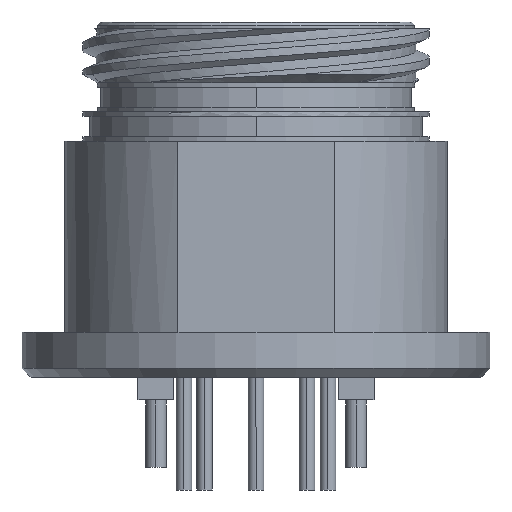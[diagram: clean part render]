
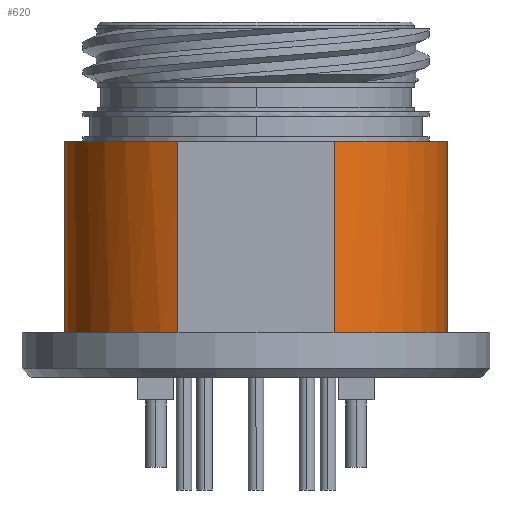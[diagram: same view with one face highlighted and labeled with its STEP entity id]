
A CAD part, left-side view. The second image highlights one B-rep face of the part: STEP entity #620.
In plain terms, the highlighted cylindrical face has radius 8.5 mm (diameter 17 mm), a partial arc.
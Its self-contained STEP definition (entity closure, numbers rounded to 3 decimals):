
#536=CARTESIAN_POINT('',(0.0,0.0,2.428));
#537=DIRECTION('',(0.0,0.0,1.0));
#538=DIRECTION('',(0.0,-1.0,0.0));
#539=AXIS2_PLACEMENT_3D('',#536,#537,#538);
#540=CYLINDRICAL_SURFACE('',#539,8.5);
#541=CARTESIAN_POINT('',(0.0,-8.5,11.5));
#542=VERTEX_POINT('',#541);
#543=CARTESIAN_POINT('',(0.0,-8.5,2.72));
#544=VERTEX_POINT('',#543);
#545=CARTESIAN_POINT('',(0.0,-8.5,11.5));
#546=DIRECTION('',(0.0,0.0,-1.0));
#547=VECTOR('',#546,8.78);
#548=LINE('',#545,#547);
#549=EDGE_CURVE('',#542,#544,#548,.T.);
#550=ORIENTED_EDGE('',*,*,#549,.F.);
#551=CARTESIAN_POINT('',(-7.75,-3.491,11.5));
#552=VERTEX_POINT('',#551);
#553=CARTESIAN_POINT('',(0.0,0.0,11.5));
#554=DIRECTION('',(0.0,0.0,-1.0));
#555=DIRECTION('',(0.0,-1.0,0.0));
#556=AXIS2_PLACEMENT_3D('',#553,#554,#555);
#557=CIRCLE('',#556,8.5);
#558=EDGE_CURVE('',#542,#552,#557,.T.);
#559=ORIENTED_EDGE('',*,*,#558,.T.);
#560=CARTESIAN_POINT('',(-7.75,-3.491,3.0));
#561=VERTEX_POINT('',#560);
#562=CARTESIAN_POINT('',(-7.75,-3.491,11.5));
#563=DIRECTION('',(0.0,0.0,-1.0));
#564=VECTOR('',#563,8.5);
#565=LINE('',#562,#564);
#566=EDGE_CURVE('',#552,#561,#565,.T.);
#567=ORIENTED_EDGE('',*,*,#566,.T.);
#568=CARTESIAN_POINT('',(-7.75,3.491,3.0));
#569=VERTEX_POINT('',#568);
#570=CARTESIAN_POINT('',(0.0,0.0,3.0));
#571=DIRECTION('',(0.0,0.0,-1.0));
#572=DIRECTION('',(0.0,-1.0,0.0));
#573=AXIS2_PLACEMENT_3D('',#570,#571,#572);
#574=CIRCLE('',#573,8.5);
#575=EDGE_CURVE('',#561,#569,#574,.T.);
#576=ORIENTED_EDGE('',*,*,#575,.T.);
#577=CARTESIAN_POINT('',(-7.75,3.491,11.5));
#578=VERTEX_POINT('',#577);
#579=CARTESIAN_POINT('',(-7.75,3.491,3.0));
#580=DIRECTION('',(0.0,0.0,1.0));
#581=VECTOR('',#580,8.5);
#582=LINE('',#579,#581);
#583=EDGE_CURVE('',#569,#578,#582,.T.);
#584=ORIENTED_EDGE('',*,*,#583,.T.);
#585=CARTESIAN_POINT('',(0.,8.5,11.5));
#586=VERTEX_POINT('',#585);
#587=CARTESIAN_POINT('',(0.0,0.0,11.5));
#588=DIRECTION('',(0.0,0.0,-1.0));
#589=DIRECTION('',(0.0,-1.0,0.0));
#590=AXIS2_PLACEMENT_3D('',#587,#588,#589);
#591=CIRCLE('',#590,8.5);
#592=EDGE_CURVE('',#578,#586,#591,.T.);
#593=ORIENTED_EDGE('',*,*,#592,.T.);
#594=CARTESIAN_POINT('',(0.,8.5,2.72));
#595=VERTEX_POINT('',#594);
#596=CARTESIAN_POINT('',(0.,8.5,11.5));
#597=DIRECTION('',(0.0,0.0,-1.0));
#598=VECTOR('',#597,8.78);
#599=LINE('',#596,#598);
#600=EDGE_CURVE('',#586,#595,#599,.T.);
#601=ORIENTED_EDGE('',*,*,#600,.T.);
#602=CARTESIAN_POINT('',(-8.5,0.,2.72));
#603=VERTEX_POINT('',#602);
#604=CARTESIAN_POINT('',(0.0,0.0,2.72));
#605=DIRECTION('',(0.0,0.0,1.0));
#606=DIRECTION('',(0.0,-1.0,0.0));
#607=AXIS2_PLACEMENT_3D('',#604,#605,#606);
#608=CIRCLE('',#607,8.5);
#609=EDGE_CURVE('',#595,#603,#608,.T.);
#610=ORIENTED_EDGE('',*,*,#609,.T.);
#611=CARTESIAN_POINT('',(0.0,0.0,2.72));
#612=DIRECTION('',(0.0,0.0,1.0));
#613=DIRECTION('',(0.0,-1.0,0.0));
#614=AXIS2_PLACEMENT_3D('',#611,#612,#613);
#615=CIRCLE('',#614,8.5);
#616=EDGE_CURVE('',#603,#544,#615,.T.);
#617=ORIENTED_EDGE('',*,*,#616,.T.);
#618=EDGE_LOOP('',(#550,#559,#567,#576,#584,#593,#601,#610,#617));
#619=FACE_OUTER_BOUND('',#618,.T.);
#620=ADVANCED_FACE('',(#619),#540,.T.);
